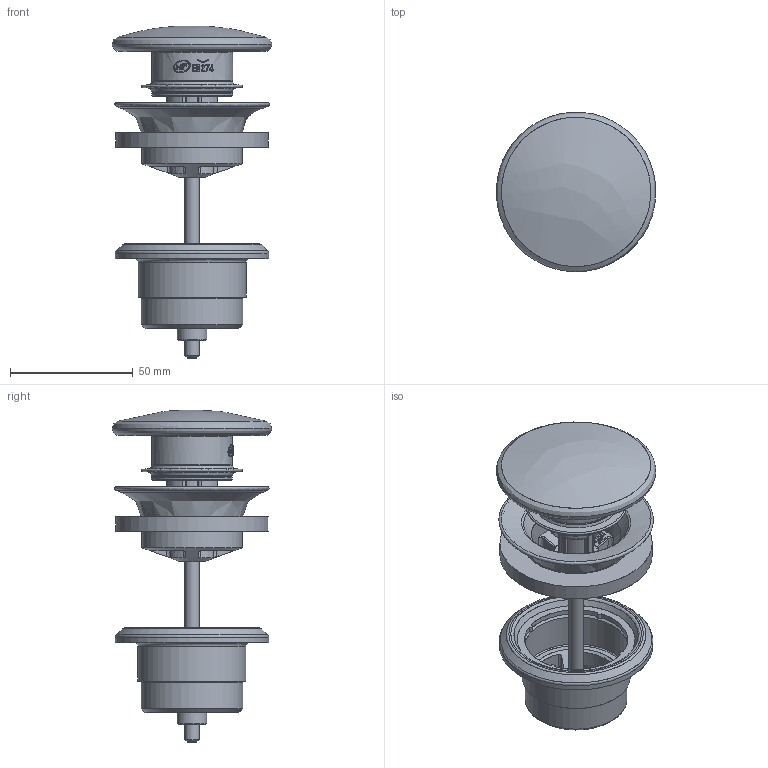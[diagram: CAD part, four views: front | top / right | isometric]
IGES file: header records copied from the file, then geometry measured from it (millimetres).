
Global section: file name: 110H05CGY80533100CR.igs; native system: Rhinoceros ( Sep 13 2016 ); preprocessor: Trout Lake IGES 012 Sep 13 2016; date: 230717.052723; units: millimetre
Bounding box: 64.96 x 64.95 x 135.14 mm (x, y, z)
Surface area: 68462.1 mm2 (no closed solid volume)
Topology: 0 solids, 0 shells, 3404 faces, 19994 edges, 19850 vertices
Faces by surface type: bspline 3404
